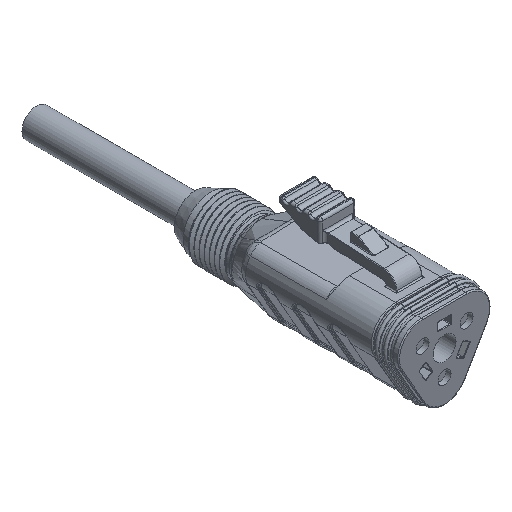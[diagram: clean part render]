
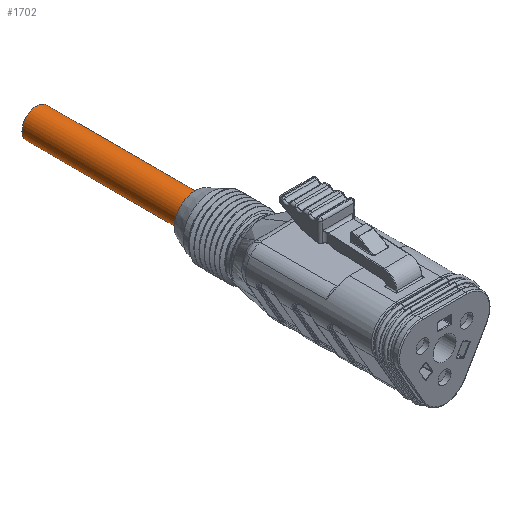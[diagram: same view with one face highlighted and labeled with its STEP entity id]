
A CAD part, isometric view. The second image highlights one B-rep face of the part: STEP entity #1702.
In plain terms, the highlighted cylindrical face has radius 2.85 mm (diameter 5.7 mm), a full revolution.
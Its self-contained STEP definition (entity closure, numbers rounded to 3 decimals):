
#453=CYLINDRICAL_SURFACE('',#8714,2.85);
#1702=ADVANCED_FACE('',(#1946,#1947),#453,.T.);
#1946=FACE_BOUND('',#2391,.T.);
#1947=FACE_BOUND('',#2392,.T.);
#2391=EDGE_LOOP('',(#4899));
#2392=EDGE_LOOP('',(#4900));
#2726=CIRCLE('',#8406,2.85);
#2900=CIRCLE('',#8712,2.85);
#4899=ORIENTED_EDGE('',*,*,#6699,.T.);
#4900=ORIENTED_EDGE('',*,*,#7006,.T.);
#5782=VERTEX_POINT('',#15671);
#5929=VERTEX_POINT('',#17793);
#6699=EDGE_CURVE('',#5782,#5782,#2726,.T.);
#7006=EDGE_CURVE('',#5929,#5929,#2900,.T.);
#8406=AXIS2_PLACEMENT_3D('',#15670,#9925,#9926);
#8712=AXIS2_PLACEMENT_3D('',#17792,#10626,#10627);
#8714=AXIS2_PLACEMENT_3D('',#17795,#10630,#10631);
#9925=DIRECTION('',(0.,1.,0.));
#9926=DIRECTION('',(0.,0.,1.));
#10626=DIRECTION('',(0.,-1.,0.));
#10627=DIRECTION('',(1.,0.,0.));
#10630=DIRECTION('',(0.,-1.,0.));
#10631=DIRECTION('',(0.,0.,-1.));
#15670=CARTESIAN_POINT('',(0.005,49.,-1.757));
#15671=CARTESIAN_POINT('',(0.005,49.,1.093));
#17792=CARTESIAN_POINT('',(0.005,80.25,-1.757));
#17793=CARTESIAN_POINT('',(2.855,80.25,-1.757));
#17795=CARTESIAN_POINT('',(0.005,80.25,-1.757));
